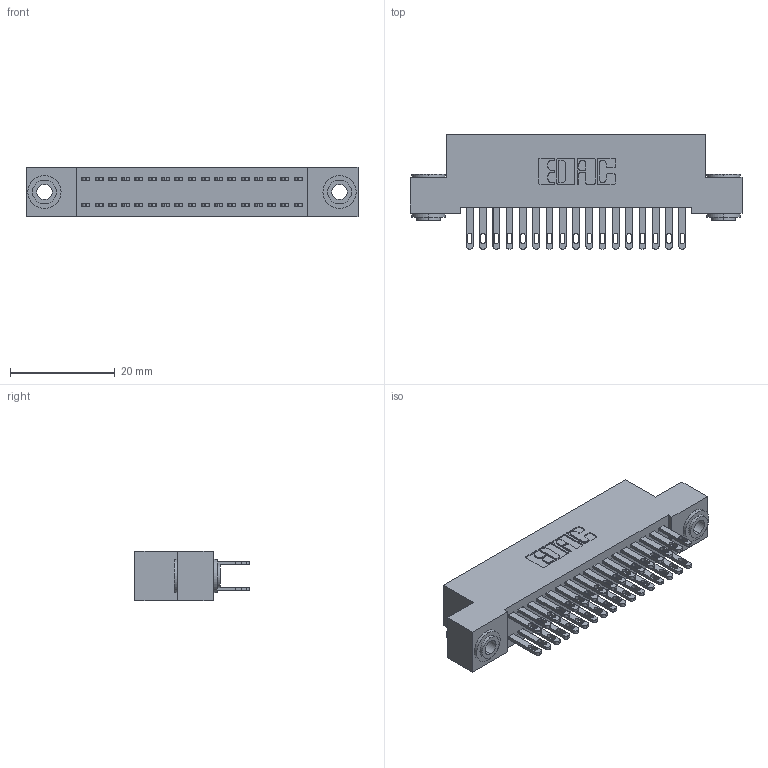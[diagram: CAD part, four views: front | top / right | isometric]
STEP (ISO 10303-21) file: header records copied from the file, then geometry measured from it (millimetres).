
FILE_DESCRIPTION (( 'STEP AP203' ), '1' );
FILE_NAME ('892-034-500-203.STEP', '2020-09-21T15:40:41', ( '' ), ( '' ), 'SwSTEP 2.0', 'SolidWorks 2020', '' );
FILE_SCHEMA (( 'CONFIG_CONTROL_DESIGN' ));
Length unit declared in the file: inch
Products named in the file (4): 892-034-500-203; 842 Part_.156 TH; 345-292-001_345-293-100; 342-250-002_345-250-002-102
Assembly tree (37 placements, depth 2):
  892-034-500-203
    842 Part_.156 TH
    345-292-001_345-293-100  x34
    342-250-002_345-250-002-102  x2
Bounding box: 63.5 x 21.85 x 9.4 mm (x, y, z)
Volume: 5713.9 mm3; surface area: 9224.3 mm2
Topology: 37 solids, 37 shells, 1780 faces, 5373 edges, 3578 vertices
Faces by surface type: plane 1096, cylinder 676, cone 8
Entity records: 14618 total; most frequent: CARTESIAN_POINT 2425, ORIENTED_EDGE 2354, DIRECTION 2151, EDGE_CURVE 1177, VECTOR 1021, LINE 1021, VERTEX_POINT 782, AXIS2_PLACEMENT_3D 565
